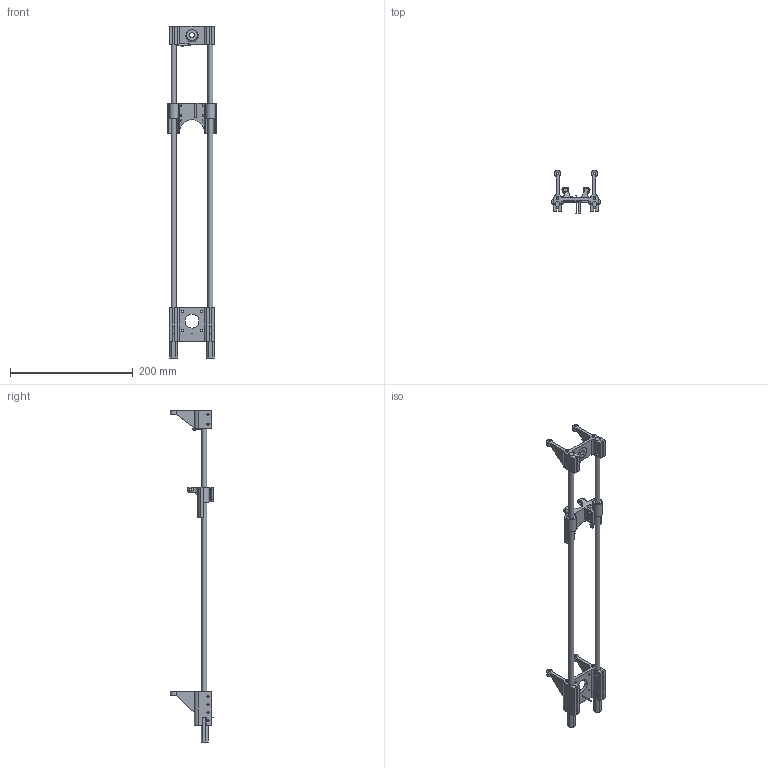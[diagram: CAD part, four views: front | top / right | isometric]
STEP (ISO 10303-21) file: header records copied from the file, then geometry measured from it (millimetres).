
FILE_DESCRIPTION(('FreeCAD Model'),'2;1');
FILE_NAME('Open CASCADE Shape Model','2026-02-24T18:34:09',(''),(''), 'Open CASCADE STEP processor 7.8','FreeCAD','Unknown');
FILE_SCHEMA(('AUTOMOTIVE_DESIGN { 1 0 10303 214 1 1 1 1 }'));
Length unit declared in the file: millimetre
Products named in the file (12): debug_drive_with_carriage; difference003; cylinder062; Group033; difference015; difference016; cylinder107; cylinder108; difference017; cylinder114; cylinder115; Group047
Assembly tree (11 placements, depth 2):
  debug_drive_with_carriage
    difference003
    cylinder062
    Group033
    difference015
    difference016
    cylinder107
    cylinder108
    difference017
    cylinder114
    cylinder115
    Group047
Bounding box: 79 x 70 x 540 mm (x, y, z)
Volume: 315622.6 mm3; surface area: 166332.4 mm2
Topology: 13 solids, 13 shells, 941 faces, 2691 edges, 1812 vertices
Faces by surface type: plane 664, cylinder 251, sphere 12, cone 8, bspline 6
Full cylindrical faces by diameter (mm): 1 x1, 3 x2, 3.1 x4, 3.3 x14, 3.4 x66, 4.4 x8, 6 x4, 8 x10, 15 x4, 22.6 x2
Entity records: 36631 total; most frequent: CARTESIAN_POINT 10888, ORIENTED_EDGE 5382, DIRECTION 5215, EDGE_CURVE 2691, LINE 1813, VECTOR 1813, VERTEX_POINT 1812, AXIS2_PLACEMENT_3D 1701
